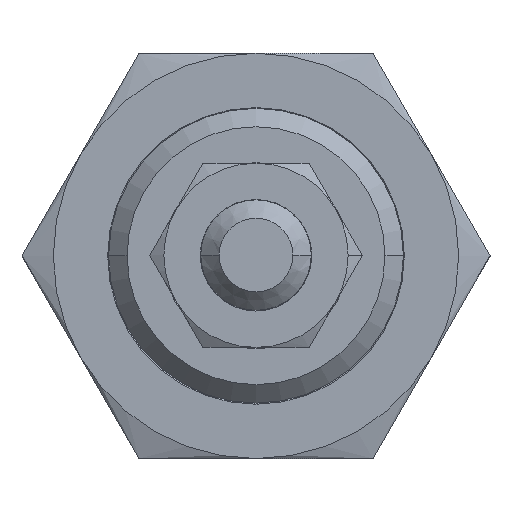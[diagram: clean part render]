
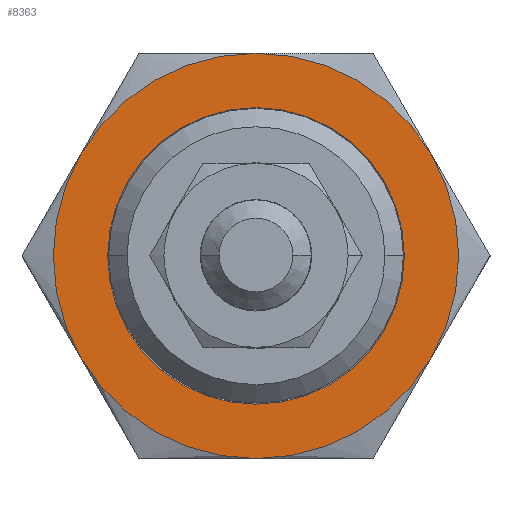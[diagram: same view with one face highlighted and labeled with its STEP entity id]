
A CAD part, top view. The second image highlights one B-rep face of the part: STEP entity #8363.
In plain terms, the highlighted planar face has unit normal (0, 0, 1).
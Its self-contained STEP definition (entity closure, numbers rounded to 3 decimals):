
#1012 = AXIS2_PLACEMENT_3D ( 'NONE', #3391, #4452, #6987 ) ;
#1277 = ORIENTED_EDGE ( 'NONE', *, *, #2057, .F. ) ;
#1371 = VERTEX_POINT ( 'NONE', #7417 ) ;
#1502 = EDGE_LOOP ( 'NONE', ( #5979, #9767 ) ) ;
#1555 = CARTESIAN_POINT ( 'NONE',  ( -6.972, -4.025, 189.5 ) ) ;
#1595 = DIRECTION ( 'NONE',  ( 0.866, 0.5, 0. ) ) ;
#1638 = DIRECTION ( 'NONE',  ( 0., 0., -1. ) ) ;
#1934 = CARTESIAN_POINT ( 'NONE',  ( 0., 0., 189.5 ) ) ;
#2057 = EDGE_CURVE ( 'NONE', #6094, #10655, #7385, .T. ) ;
#2098 = CARTESIAN_POINT ( 'NONE',  ( 0., 0., 189.5 ) ) ;
#2384 = CARTESIAN_POINT ( 'NONE',  ( 0., 0., 189.5 ) ) ;
#2424 = DIRECTION ( 'NONE',  ( 0.866, 0.5, 0. ) ) ;
#2744 = VERTEX_POINT ( 'NONE', #1555 ) ;
#2844 = DIRECTION ( 'NONE',  ( 0., 0., -1. ) ) ;
#3159 = DIRECTION ( 'NONE',  ( 0.866, 0.5, 0. ) ) ;
#3294 = AXIS2_PLACEMENT_3D ( 'NONE', #2098, #4809, #3159 ) ;
#3391 = CARTESIAN_POINT ( 'NONE',  ( 0., 0., 189.5 ) ) ;
#3540 = DIRECTION ( 'NONE',  ( 0., 0., -1. ) ) ;
#3614 = VERTEX_POINT ( 'NONE', #7554 ) ;
#3671 = ORIENTED_EDGE ( 'NONE', *, *, #7479, .F. ) ;
#3682 = CIRCLE ( 'NONE', #3294, 8.05 ) ;
#3863 = EDGE_CURVE ( 'NONE', #5580, #2744, #3682, .T. ) ;
#4095 = DIRECTION ( 'NONE',  ( 0., 0., -1. ) ) ;
#4131 = CIRCLE ( 'NONE', #5642, 11. ) ;
#4323 = CARTESIAN_POINT ( 'NONE',  ( -9.526, 5.5, 189.5 ) ) ;
#4395 = AXIS2_PLACEMENT_3D ( 'NONE', #2384, #4095, #7807 ) ;
#4452 = DIRECTION ( 'NONE',  ( 0., 0., -1. ) ) ;
#4677 = AXIS2_PLACEMENT_3D ( 'NONE', #5334, #11536, #6281 ) ;
#4809 = DIRECTION ( 'NONE',  ( 0., 0., -1. ) ) ;
#4871 = EDGE_CURVE ( 'NONE', #2744, #5580, #5206, .T. ) ;
#4965 = VERTEX_POINT ( 'NONE', #7430 ) ;
#5206 = CIRCLE ( 'NONE', #9544, 8.05 ) ;
#5238 = DIRECTION ( 'NONE',  ( 0.866, 0.5, 0. ) ) ;
#5304 = EDGE_CURVE ( 'NONE', #4965, #5817, #9549, .T. ) ;
#5334 = CARTESIAN_POINT ( 'NONE',  ( 0., 0., 189.5 ) ) ;
#5563 = DIRECTION ( 'NONE',  ( 0.866, 0.5, 0. ) ) ;
#5580 = VERTEX_POINT ( 'NONE', #9652 ) ;
#5642 = AXIS2_PLACEMENT_3D ( 'NONE', #7331, #2844, #5563 ) ;
#5817 = VERTEX_POINT ( 'NONE', #10007 ) ;
#5979 = ORIENTED_EDGE ( 'NONE', *, *, #4871, .T. ) ;
#6094 = VERTEX_POINT ( 'NONE', #4323 ) ;
#6281 = DIRECTION ( 'NONE',  ( 0.866, 0.5, 0. ) ) ;
#6521 = AXIS2_PLACEMENT_3D ( 'NONE', #8961, #1638, #5238 ) ;
#6608 = ORIENTED_EDGE ( 'NONE', *, *, #5304, .F. ) ;
#6804 = FACE_BOUND ( 'NONE', #1502, .T. ) ;
#6822 = EDGE_CURVE ( 'NONE', #3614, #1371, #10527, .T. ) ;
#6867 = PLANE ( 'NONE',  #4395 ) ;
#6987 = DIRECTION ( 'NONE',  ( 0.866, 0.5, 0. ) ) ;
#7192 = CARTESIAN_POINT ( 'NONE',  ( 0., 11., 189.5 ) ) ;
#7331 = CARTESIAN_POINT ( 'NONE',  ( 0., 0., 189.5 ) ) ;
#7341 = ORIENTED_EDGE ( 'NONE', *, *, #9666, .F. ) ;
#7385 = CIRCLE ( 'NONE', #11351, 11. ) ;
#7417 = CARTESIAN_POINT ( 'NONE',  ( 9.526, -5.5, 189.5 ) ) ;
#7430 = CARTESIAN_POINT ( 'NONE',  ( 0., -11., 189.5 ) ) ;
#7479 = EDGE_CURVE ( 'NONE', #5817, #6094, #4131, .T. ) ;
#7554 = CARTESIAN_POINT ( 'NONE',  ( 9.526, 5.5, 189.5 ) ) ;
#7635 = FACE_OUTER_BOUND ( 'NONE', #11455, .T. ) ;
#7705 = EDGE_CURVE ( 'NONE', #10655, #3614, #10184, .T. ) ;
#7807 = DIRECTION ( 'NONE',  ( 0.866, 0.5, 0. ) ) ;
#7966 = DIRECTION ( 'NONE',  ( 0., 0., -1. ) ) ;
#8084 = DIRECTION ( 'NONE',  ( 0.866, 0.5, 0. ) ) ;
#8363 = ADVANCED_FACE ( 'NONE', ( #6804, #7635 ), #6867, .F. ) ;
#8570 = ORIENTED_EDGE ( 'NONE', *, *, #6822, .F. ) ;
#8755 = CIRCLE ( 'NONE', #1012, 11. ) ;
#8912 = DIRECTION ( 'NONE',  ( 0., 0., -1. ) ) ;
#8961 = CARTESIAN_POINT ( 'NONE',  ( 0., 0., 189.5 ) ) ;
#8975 = CARTESIAN_POINT ( 'NONE',  ( 0., 0., 189.5 ) ) ;
#9421 = AXIS2_PLACEMENT_3D ( 'NONE', #10694, #7966, #2424 ) ;
#9544 = AXIS2_PLACEMENT_3D ( 'NONE', #8975, #8912, #1595 ) ;
#9549 = CIRCLE ( 'NONE', #6521, 11. ) ;
#9652 = CARTESIAN_POINT ( 'NONE',  ( 6.972, 4.025, 189.5 ) ) ;
#9666 = EDGE_CURVE ( 'NONE', #1371, #4965, #8755, .T. ) ;
#9767 = ORIENTED_EDGE ( 'NONE', *, *, #3863, .T. ) ;
#10007 = CARTESIAN_POINT ( 'NONE',  ( -9.526, -5.5, 189.5 ) ) ;
#10116 = ORIENTED_EDGE ( 'NONE', *, *, #7705, .F. ) ;
#10184 = CIRCLE ( 'NONE', #9421, 11. ) ;
#10527 = CIRCLE ( 'NONE', #4677, 11. ) ;
#10655 = VERTEX_POINT ( 'NONE', #7192 ) ;
#10694 = CARTESIAN_POINT ( 'NONE',  ( 0., 0., 189.5 ) ) ;
#11351 = AXIS2_PLACEMENT_3D ( 'NONE', #1934, #3540, #8084 ) ;
#11455 = EDGE_LOOP ( 'NONE', ( #8570, #10116, #1277, #3671, #6608, #7341 ) ) ;
#11536 = DIRECTION ( 'NONE',  ( 0., 0., -1. ) ) ;
